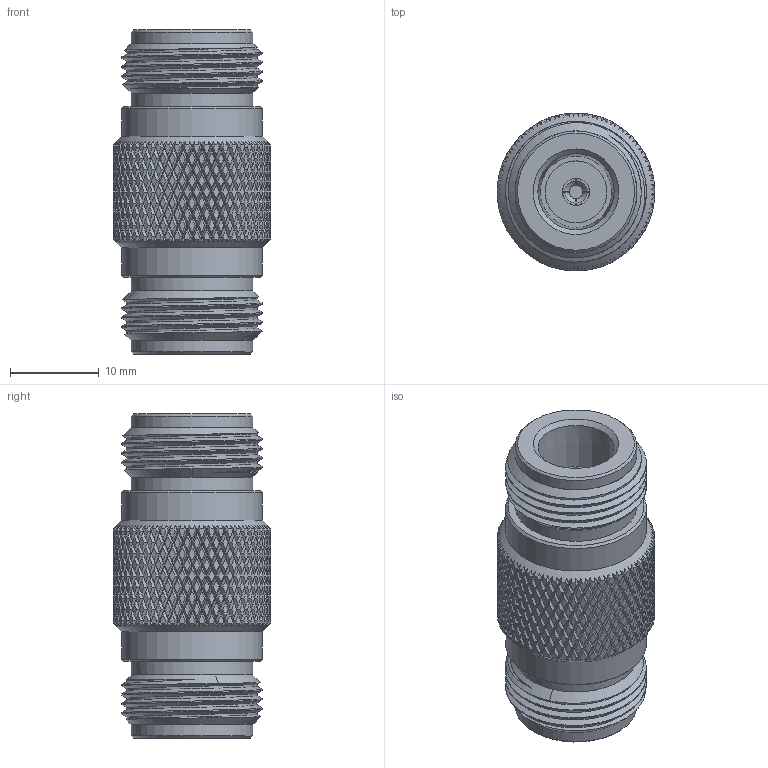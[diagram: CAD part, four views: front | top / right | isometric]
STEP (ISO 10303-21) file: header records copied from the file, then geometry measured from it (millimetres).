
FILE_DESCRIPTION (( 'STEP AP203' ), '1' );
FILE_NAME ('PE9006.step', '2020-05-01T15:50:17', ( '' ), ( '' ), 'SwSTEP 2.0', 'SolidWorks 2018', '' );
FILE_SCHEMA (( 'CONFIG_CONTROL_DESIGN' ));
Products named in the file (1): PE9006
Bounding box: 17.78 x 17.78 x 36.55 mm (x, y, z)
Volume: 6123.9 mm3; surface area: 3668.1 mm2
Topology: 1 solids, 1 shells, 2548 faces, 5344 edges, 2810 vertices
Faces by surface type: bspline 2006, cylinder 480, plane 38, cone 24
Full cylindrical faces by diameter (mm): 1.524 x2, 3.048 x2, 6.985 x2, 13.716 x4, 15.875 x2
Entity records: 103857 total; most frequent: CARTESIAN_POINT 72085, ORIENTED_EDGE 10624, EDGE_CURVE 5312, VERTEX_POINT 2802, EDGE_LOOP 2584, FACE_OUTER_BOUND 2560, ADVANCED_FACE 2548, B_SPLINE_CURVE_WITH_KNOTS 2260
